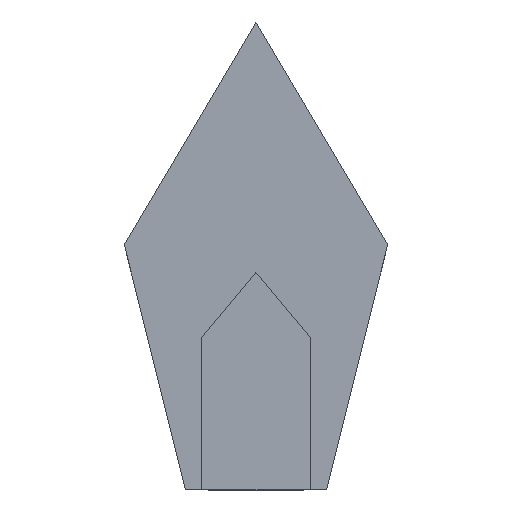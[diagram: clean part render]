
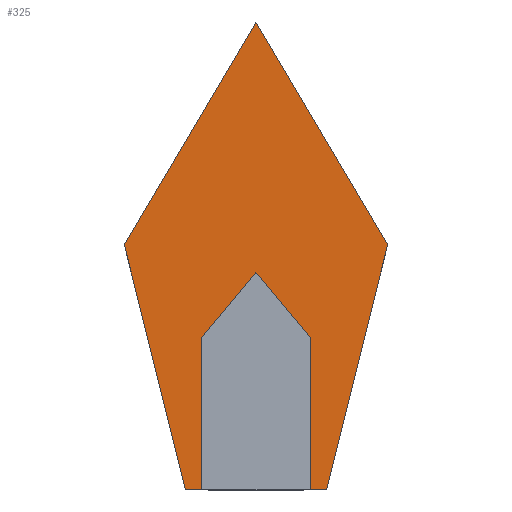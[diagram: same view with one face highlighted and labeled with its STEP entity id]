
A CAD part, top view. The second image highlights one B-rep face of the part: STEP entity #325.
In plain terms, the highlighted planar face has unit normal (0, 0, 1).
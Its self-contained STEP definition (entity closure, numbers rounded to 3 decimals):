
#19=FACE_OUTER_BOUND('',#36,.T.);
#36=EDGE_LOOP('',(#230,#231,#232,#233,#234,#235,#236,#237,#238,#239));
#49=LINE('',#454,#94);
#53=LINE('',#462,#98);
#56=LINE('',#468,#101);
#59=LINE('',#474,#104);
#62=LINE('',#480,#107);
#63=LINE('',#482,#108);
#64=LINE('',#484,#109);
#65=LINE('',#486,#110);
#66=LINE('',#488,#111);
#67=LINE('',#489,#112);
#94=VECTOR('',#373,10.);
#98=VECTOR('',#379,10.);
#101=VECTOR('',#384,10.);
#104=VECTOR('',#389,10.);
#107=VECTOR('',#394,10.);
#108=VECTOR('',#395,10.);
#109=VECTOR('',#396,10.);
#110=VECTOR('',#397,10.);
#111=VECTOR('',#398,10.);
#112=VECTOR('',#399,10.);
#139=VERTEX_POINT('',#452);
#140=VERTEX_POINT('',#453);
#143=VERTEX_POINT('',#461);
#145=VERTEX_POINT('',#467);
#147=VERTEX_POINT('',#473);
#149=VERTEX_POINT('',#479);
#150=VERTEX_POINT('',#481);
#151=VERTEX_POINT('',#483);
#152=VERTEX_POINT('',#485);
#153=VERTEX_POINT('',#487);
#169=EDGE_CURVE('',#139,#140,#49,.T.);
#173=EDGE_CURVE('',#143,#139,#53,.T.);
#176=EDGE_CURVE('',#140,#145,#56,.T.);
#179=EDGE_CURVE('',#145,#147,#59,.T.);
#182=EDGE_CURVE('',#147,#149,#62,.T.);
#183=EDGE_CURVE('',#149,#150,#63,.T.);
#184=EDGE_CURVE('',#150,#151,#64,.T.);
#185=EDGE_CURVE('',#151,#152,#65,.T.);
#186=EDGE_CURVE('',#152,#153,#66,.T.);
#187=EDGE_CURVE('',#153,#143,#67,.T.);
#230=ORIENTED_EDGE('',*,*,#173,.T.);
#231=ORIENTED_EDGE('',*,*,#169,.T.);
#232=ORIENTED_EDGE('',*,*,#176,.T.);
#233=ORIENTED_EDGE('',*,*,#179,.T.);
#234=ORIENTED_EDGE('',*,*,#182,.T.);
#235=ORIENTED_EDGE('',*,*,#183,.T.);
#236=ORIENTED_EDGE('',*,*,#184,.T.);
#237=ORIENTED_EDGE('',*,*,#185,.T.);
#238=ORIENTED_EDGE('',*,*,#186,.T.);
#239=ORIENTED_EDGE('',*,*,#187,.T.);
#308=PLANE('',#356);
#325=ADVANCED_FACE('',(#19),#308,.T.);
#356=AXIS2_PLACEMENT_3D('',#478,#392,#393);
#373=DIRECTION('',(0.64,0.768,0.));
#379=DIRECTION('',(0.,1.,0.));
#384=DIRECTION('',(0.64,-0.768,0.));
#389=DIRECTION('',(0.,-1.,0.));
#392=DIRECTION('center_axis',(0.,0.,1.));
#393=DIRECTION('ref_axis',(1.,0.,0.));
#394=DIRECTION('',(1.,0.,0.));
#395=DIRECTION('',(0.242,0.97,0.));
#396=DIRECTION('',(-0.508,0.861,0.));
#397=DIRECTION('',(-0.508,-0.861,0.));
#398=DIRECTION('',(0.242,-0.97,0.));
#399=DIRECTION('',(1.,0.,0.));
#452=CARTESIAN_POINT('',(-2.5,20.,2.));
#453=CARTESIAN_POINT('',(0.,23.,2.));
#454=CARTESIAN_POINT('',(0.184,23.221,2.));
#461=CARTESIAN_POINT('',(-2.5,13.,2.));
#462=CARTESIAN_POINT('',(-2.5,21.875,2.));
#467=CARTESIAN_POINT('',(2.5,20.,2.));
#468=CARTESIAN_POINT('',(1.066,21.721,2.));
#473=CARTESIAN_POINT('',(2.5,13.,2.));
#474=CARTESIAN_POINT('',(2.5,18.375,2.));
#478=CARTESIAN_POINT('Origin',(0.,23.75,2.));
#479=CARTESIAN_POINT('',(3.241,13.,2.));
#480=CARTESIAN_POINT('',(-2.5,13.,2.));
#481=CARTESIAN_POINT('',(6.048,24.257,2.));
#482=CARTESIAN_POINT('',(3.241,13.,2.));
#483=CARTESIAN_POINT('',(0.,34.5,2.));
#484=CARTESIAN_POINT('',(0.,34.5,2.));
#485=CARTESIAN_POINT('',(-6.048,24.257,2.));
#486=CARTESIAN_POINT('',(-6.048,24.257,2.));
#487=CARTESIAN_POINT('',(-3.241,13.,2.));
#488=CARTESIAN_POINT('',(-3.241,13.,2.));
#489=CARTESIAN_POINT('',(-2.5,13.,2.));
